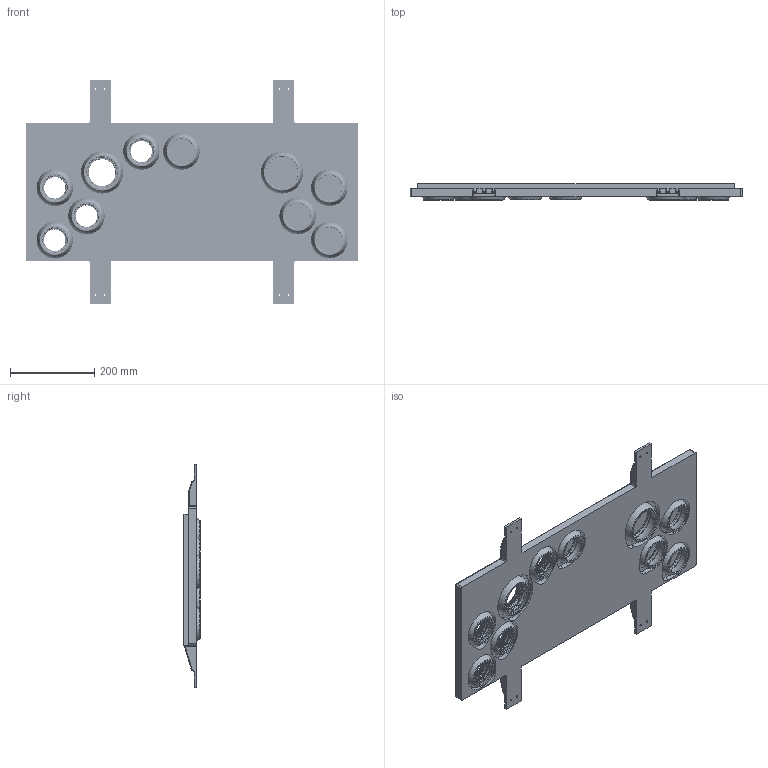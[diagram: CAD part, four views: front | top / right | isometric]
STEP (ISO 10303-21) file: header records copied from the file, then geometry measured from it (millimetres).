
FILE_DESCRIPTION (( 'STEP AP203' ), '1' );
FILE_NAME ('804700002 MKP Gas R.STEP', '2020-02-06T08:33:11', ( 'Windows User' ), ( 'AVK' ), 'SwSTEP 2.0', 'SolidWorks 2012', '' );
FILE_SCHEMA (( 'CONFIG_CONTROL_DESIGN' ));
Products named in the file (1): 804700002 MKP Gas R
Bounding box: 786 x 38 x 528 mm (x, y, z)
Volume: 6225364.5 mm3; surface area: 966444.9 mm2
Topology: 1 solids, 1 shells, 5724 faces, 13924 edges, 8767 vertices
Faces by surface type: plane 2260, cone 1119, cylinder 1115, bspline 888, torus 226, sphere 116
Full cylindrical faces by diameter (mm): 2.9 x1, 4 x8, 5 x1, 6 x1, 6.5 x1, 10 x2, 15 x10, 55 x4, 60.5 x8, 65 x1, 68 x1, 76 x2
Entity records: 205137 total; most frequent: CARTESIAN_POINT 79225, ORIENTED_EDGE 26822, DIRECTION 24777, EDGE_CURVE 13411, AXIS2_PLACEMENT_3D 9969, VERTEX_POINT 8541, EDGE_LOOP 6814, FACE_OUTER_BOUND 5794
